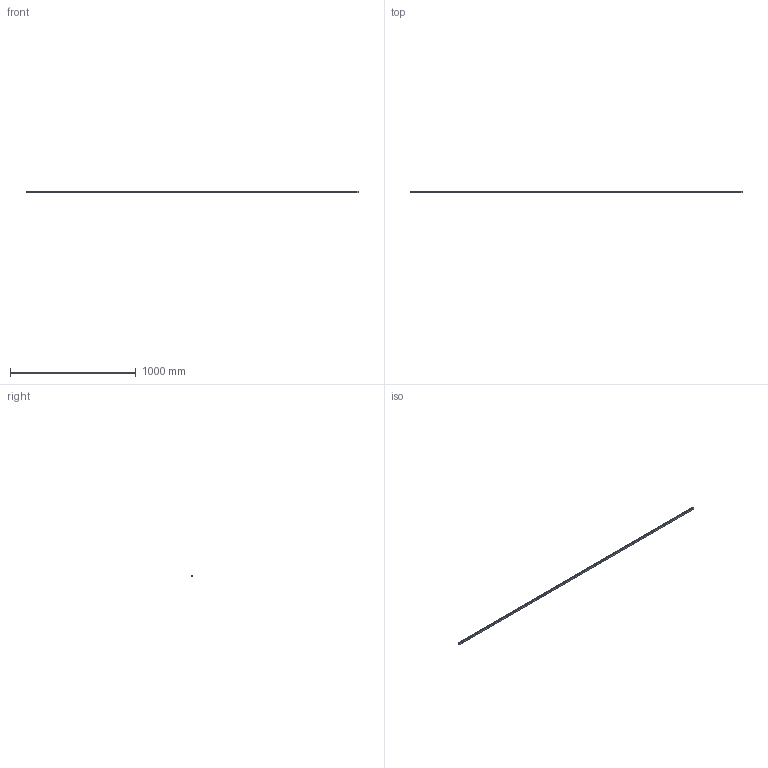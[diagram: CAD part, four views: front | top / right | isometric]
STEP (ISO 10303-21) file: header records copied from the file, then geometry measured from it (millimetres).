
FILE_DESCRIPTION (( 'STEP AP214' ), '1' );
FILE_NAME ('SSR15XTB1SS-2640LYT_G30_0_PB1021B_1291-55_0_0_0.STEP', '2021-06-24T13:06:49', ( '' ), ( '' ), 'SwSTEP 2.0', 'SolidWorks 2021', '' );
FILE_SCHEMA (( 'AUTOMOTIVE_DESIGN' ));
Length unit declared in the file: millimetre
Products named in the file (2): _SSR15XTBY264030Y Track; SSR15XTB1SS-2640LYT_G30_0_PB1021B_1291-55_0_0_0
Assembly tree (1 placements, depth 2):
  SSR15XTB1SS-2640LYT_G30_0_PB1021B_1291-55_0_0_0
    _SSR15XTBY264030Y Track
Bounding box: 2640 x 12.5 x 15 mm (x, y, z)
Volume: 428547.2 mm3; surface area: 160809.3 mm2
Topology: 1 solids, 1 shells, 274 faces, 684 edges, 456 vertices
Faces by surface type: cylinder 184, plane 90
Entity records: 8598 total; most frequent: DIRECTION 1596, CARTESIAN_POINT 1454, ORIENTED_EDGE 1368, EDGE_CURVE 684, AXIS2_PLACEMENT_3D 646, VERTEX_POINT 456, EDGE_LOOP 406, CIRCLE 368
